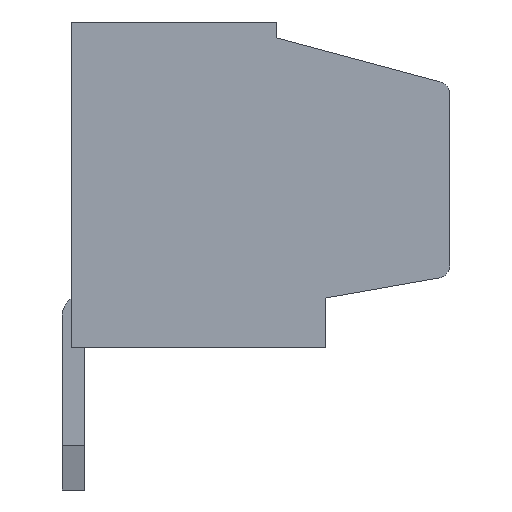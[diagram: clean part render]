
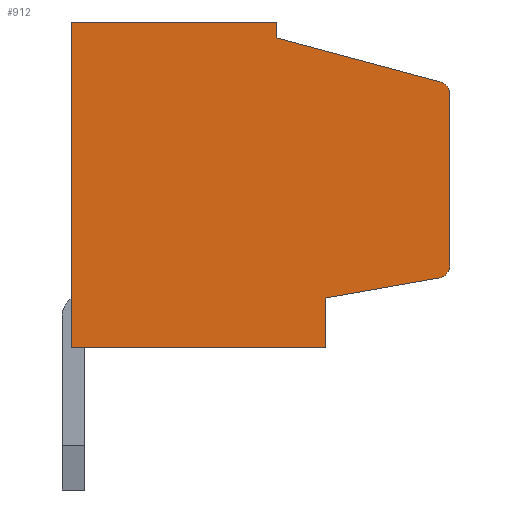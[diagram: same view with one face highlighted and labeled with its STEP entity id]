
A CAD part, left-side view. The second image highlights one B-rep face of the part: STEP entity #912.
In plain terms, the highlighted planar face has unit normal (-1, 0, 0).
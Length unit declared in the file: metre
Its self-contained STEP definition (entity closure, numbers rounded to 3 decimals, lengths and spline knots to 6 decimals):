
#912=ADVANCED_FACE('',(#1889),#1890,.F.);
#1889=FACE_OUTER_BOUND('',#2878,.T.);
#1890=PLANE('',#2879);
#2878=EDGE_LOOP('',(#5563,#5564,#5565,#5566,#5567,#5568,#5569,#5570,#5571,#5572));
#2879=AXIS2_PLACEMENT_3D('',#5573,#5574,#5575);
#5563=ORIENTED_EDGE('',*,*,#6718,.T.);
#5564=ORIENTED_EDGE('',*,*,#6076,.F.);
#5565=ORIENTED_EDGE('',*,*,#6080,.F.);
#5566=ORIENTED_EDGE('',*,*,#6087,.F.);
#5567=ORIENTED_EDGE('',*,*,#5692,.F.);
#5568=ORIENTED_EDGE('',*,*,#6720,.F.);
#5569=ORIENTED_EDGE('',*,*,#6143,.F.);
#5570=ORIENTED_EDGE('',*,*,#6115,.F.);
#5571=ORIENTED_EDGE('',*,*,#6111,.T.);
#5572=ORIENTED_EDGE('',*,*,#6716,.F.);
#5573=CARTESIAN_POINT('',(-0.083311,0.006635,0.));
#5574=DIRECTION('',(1.0,0.0,0.0));
#5575=DIRECTION('',(0.0,1.0,-0.0));
#5692=EDGE_CURVE('',#6764,#6766,#6767,.T.);
#6076=EDGE_CURVE('',#7373,#7369,#7375,.T.);
#6080=EDGE_CURVE('',#7379,#7373,#7381,.T.);
#6087=EDGE_CURVE('',#6766,#7379,#7390,.T.);
#6111=EDGE_CURVE('',#7427,#7431,#7433,.T.);
#6115=EDGE_CURVE('',#7427,#7436,#7439,.T.);
#6143=EDGE_CURVE('',#7436,#7442,#7493,.T.);
#6716=EDGE_CURVE('',#8292,#7431,#8294,.T.);
#6718=EDGE_CURVE('',#8292,#7369,#8296,.T.);
#6720=EDGE_CURVE('',#7442,#6764,#8298,.T.);
#6764=VERTEX_POINT('',#8354);
#6766=VERTEX_POINT('',#8357);
#6767=LINE('',#8358,#8359);
#7369=VERTEX_POINT('',#9206);
#7373=VERTEX_POINT('',#9212);
#7375=LINE('',#9215,#9216);
#7379=VERTEX_POINT('',#9221);
#7381=LINE('',#9224,#9225);
#7390=LINE('',#9238,#9239);
#7427=VERTEX_POINT('',#9291);
#7431=VERTEX_POINT('',#9296);
#7433=CIRCLE('',#9299,0.0003);
#7436=VERTEX_POINT('',#9302);
#7439=LINE('',#9307,#9308);
#7442=VERTEX_POINT('',#9311);
#7493=LINE('',#9388,#9389);
#8292=VERTEX_POINT('',#10571);
#8294=LINE('',#10574,#10575);
#8296=CIRCLE('',#10577,0.0003);
#8298=LINE('',#10579,#10580);
#8354=CARTESIAN_POINT('',(-0.083311,0.008939,-0.0073));
#8357=CARTESIAN_POINT('',(-0.083311,0.008939,0.));
#8358=CARTESIAN_POINT('',(-0.083311,0.008939,0.));
#8359=VECTOR('',#10622,1.0);
#9206=CARTESIAN_POINT('',(-0.083311,0.000662,-0.00134));
#9212=CARTESIAN_POINT('',(-0.083311,0.004339,-0.000355));
#9215=CARTESIAN_POINT('',(-0.083311,0.000662,-0.00134));
#9216=VECTOR('',#10999,1.0);
#9221=CARTESIAN_POINT('',(-0.083311,0.004339,0.));
#9224=CARTESIAN_POINT('',(-0.083311,0.004339,-0.000355));
#9225=VECTOR('',#11002,1.0);
#9238=CARTESIAN_POINT('',(-0.083311,0.004339,0.));
#9239=VECTOR('',#11010,1.0);
#9291=CARTESIAN_POINT('',(-0.083311,0.000687,-0.005744));
#9296=CARTESIAN_POINT('',(-0.083311,0.000439,-0.005448));
#9299=AXIS2_PLACEMENT_3D('',#11043,#11044,#11045);
#9302=CARTESIAN_POINT('',(-0.083311,0.003239,-0.006194));
#9307=CARTESIAN_POINT('',(-0.083311,0.003239,-0.006194));
#9308=VECTOR('',#11048,1.0);
#9311=CARTESIAN_POINT('',(-0.083311,0.003239,-0.0073));
#9388=CARTESIAN_POINT('',(-0.083311,0.003239,-0.0073));
#9389=VECTOR('',#11075,1.0);
#10571=CARTESIAN_POINT('',(-0.083311,0.000439,-0.00163));
#10574=CARTESIAN_POINT('',(-0.083311,0.000439,-0.005448));
#10575=VECTOR('',#11557,1.0);
#10577=AXIS2_PLACEMENT_3D('',#11558,#11559,#11560);
#10579=CARTESIAN_POINT('',(-0.083311,0.008939,-0.0073));
#10580=VECTOR('',#11561,1.0);
#10622=DIRECTION('',(0.0,0.,1.0));
#10999=DIRECTION('',(0.0,-0.966,-0.259));
#11002=DIRECTION('',(0.0,0.,-1.0));
#11010=DIRECTION('',(0.0,-1.0,0.));
#11043=CARTESIAN_POINT('',(-0.083311,0.000739,-0.005448));
#11044=DIRECTION('',(-1.0,-0.0,-0.0));
#11045=DIRECTION('',(0.0,0.0,-1.0));
#11048=DIRECTION('',(0.0,0.985,-0.174));
#11075=DIRECTION('',(0.0,0.,-1.0));
#11557=DIRECTION('',(0.0,0.,-1.0));
#11558=CARTESIAN_POINT('',(-0.083311,0.000739,-0.00163));
#11559=DIRECTION('',(-1.0,-0.0,-0.0));
#11560=DIRECTION('',(0.0,0.0,-1.0));
#11561=DIRECTION('',(0.0,1.0,0.));
